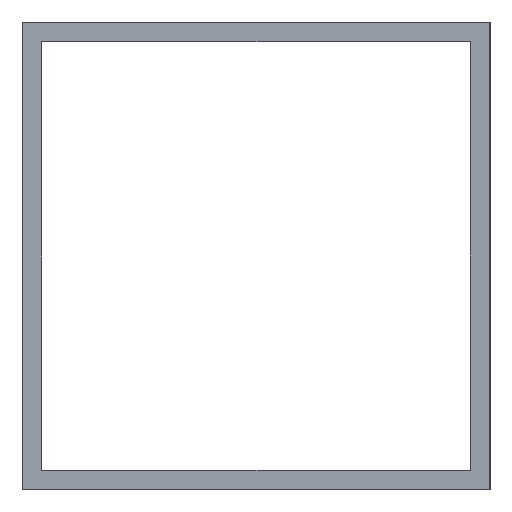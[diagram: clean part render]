
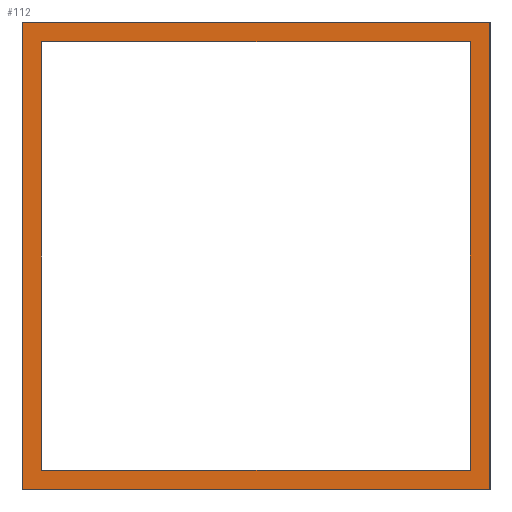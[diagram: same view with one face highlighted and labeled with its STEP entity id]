
A CAD part, left-side view. The second image highlights one B-rep face of the part: STEP entity #112.
In plain terms, the highlighted planar face has unit normal (-1, 0, 0).
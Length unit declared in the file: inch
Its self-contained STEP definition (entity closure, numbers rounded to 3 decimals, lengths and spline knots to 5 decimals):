
#2 = LINE ( 'NONE', #123, #249 ) ;
#7 = VECTOR ( 'NONE', #124, 39.37008 ) ;
#9 = LINE ( 'NONE', #335, #43 ) ;
#10 = VECTOR ( 'NONE', #334, 39.37008 ) ;
#12 = VERTEX_POINT ( 'NONE', #17 ) ;
#17 = CARTESIAN_POINT ( 'NONE',  ( -23.5, 0.6875, -0.6875 ) ) ;
#28 = CARTESIAN_POINT ( 'NONE',  ( -23.5, 0.75, -0.6875 ) ) ;
#29 = LINE ( 'NONE', #28, #336 ) ;
#37 = VERTEX_POINT ( 'NONE', #97 ) ;
#43 = VECTOR ( 'NONE', #113, 39.37008 ) ;
#48 = CARTESIAN_POINT ( 'NONE',  ( -23.5, -0.75, -0.75 ) ) ;
#49 = VERTEX_POINT ( 'NONE', #242 ) ;
#51 = FACE_OUTER_BOUND ( 'NONE', #103, .T. ) ;
#54 = EDGE_CURVE ( 'NONE', #187, #321, #106, .T. ) ;
#57 = LINE ( 'NONE', #218, #10 ) ;
#59 = VECTOR ( 'NONE', #241, 39.37008 ) ;
#61 = EDGE_CURVE ( 'NONE', #37, #49, #2, .T. ) ;
#62 = ORIENTED_EDGE ( 'NONE', *, *, #54, .T. ) ;
#66 = ORIENTED_EDGE ( 'NONE', *, *, #253, .T. ) ;
#70 = CARTESIAN_POINT ( 'NONE',  ( -23.5, -0.6875, -0.6875 ) ) ;
#87 = LINE ( 'NONE', #194, #209 ) ;
#88 = CARTESIAN_POINT ( 'NONE',  ( -23.5, 0.6875, 0.75 ) ) ;
#94 = VERTEX_POINT ( 'NONE', #48 ) ;
#97 = CARTESIAN_POINT ( 'NONE',  ( -23.5, 0.75, -0.75 ) ) ;
#103 = EDGE_LOOP ( 'NONE', ( #207, #341, #104, #114 ) ) ;
#104 = ORIENTED_EDGE ( 'NONE', *, *, #165, .F. ) ;
#106 = LINE ( 'NONE', #313, #7 ) ;
#107 = DIRECTION ( 'NONE',  ( 0., 0., -1. ) ) ;
#109 = DIRECTION ( 'NONE',  ( 1., 0., 0. ) ) ;
#112 = ADVANCED_FACE ( 'NONE', ( #51, #250 ), #168, .F. ) ;
#113 = DIRECTION ( 'NONE',  ( 0., -1., 0. ) ) ;
#114 = ORIENTED_EDGE ( 'NONE', *, *, #61, .F. ) ;
#115 = VECTOR ( 'NONE', #196, 39.37008 ) ;
#123 = CARTESIAN_POINT ( 'NONE',  ( -23.5, 0.75, 0.75 ) ) ;
#124 = DIRECTION ( 'NONE',  ( 0., 0., -1. ) ) ;
#154 = LINE ( 'NONE', #212, #59 ) ;
#162 = LINE ( 'NONE', #88, #115 ) ;
#164 = CARTESIAN_POINT ( 'NONE',  ( -23.5, 0.6875, 0.6875 ) ) ;
#165 = EDGE_CURVE ( 'NONE', #49, #256, #57, .T. ) ;
#168 = PLANE ( 'NONE',  #215 ) ;
#170 = CARTESIAN_POINT ( 'NONE',  ( -23.5, -0.6875, 0.6875 ) ) ;
#179 = VERTEX_POINT ( 'NONE', #164 ) ;
#187 = VERTEX_POINT ( 'NONE', #170 ) ;
#194 = CARTESIAN_POINT ( 'NONE',  ( -23.5, -0.75, 0.75 ) ) ;
#196 = DIRECTION ( 'NONE',  ( 0., 0., 1. ) ) ;
#199 = EDGE_CURVE ( 'NONE', #256, #94, #87, .T. ) ;
#202 = ORIENTED_EDGE ( 'NONE', *, *, #236, .T. ) ;
#207 = ORIENTED_EDGE ( 'NONE', *, *, #346, .F. ) ;
#209 = VECTOR ( 'NONE', #278, 39.37008 ) ;
#212 = CARTESIAN_POINT ( 'NONE',  ( -23.5, 0.75, -0.75 ) ) ;
#215 = AXIS2_PLACEMENT_3D ( 'NONE', #222, #109, #107 ) ;
#218 = CARTESIAN_POINT ( 'NONE',  ( -23.5, 0.75, 0.75 ) ) ;
#222 = CARTESIAN_POINT ( 'NONE',  ( -23.5, 0., 0. ) ) ;
#236 = EDGE_CURVE ( 'NONE', #179, #187, #9, .T. ) ;
#241 = DIRECTION ( 'NONE',  ( 0., 1., 0. ) ) ;
#242 = CARTESIAN_POINT ( 'NONE',  ( -23.5, 0.75, 0.75 ) ) ;
#245 = DIRECTION ( 'NONE',  ( 0., 1., 0. ) ) ;
#249 = VECTOR ( 'NONE', #344, 39.37008 ) ;
#250 = FACE_BOUND ( 'NONE', #254, .T. ) ;
#253 = EDGE_CURVE ( 'NONE', #12, #179, #162, .T. ) ;
#254 = EDGE_LOOP ( 'NONE', ( #337, #66, #202, #62 ) ) ;
#256 = VERTEX_POINT ( 'NONE', #272 ) ;
#258 = EDGE_CURVE ( 'NONE', #321, #12, #29, .T. ) ;
#272 = CARTESIAN_POINT ( 'NONE',  ( -23.5, -0.75, 0.75 ) ) ;
#278 = DIRECTION ( 'NONE',  ( 0., 0., -1. ) ) ;
#313 = CARTESIAN_POINT ( 'NONE',  ( -23.5, -0.6875, 0.75 ) ) ;
#321 = VERTEX_POINT ( 'NONE', #70 ) ;
#334 = DIRECTION ( 'NONE',  ( 0., -1., 0. ) ) ;
#335 = CARTESIAN_POINT ( 'NONE',  ( -23.5, 0.75, 0.6875 ) ) ;
#336 = VECTOR ( 'NONE', #245, 39.37008 ) ;
#337 = ORIENTED_EDGE ( 'NONE', *, *, #258, .T. ) ;
#341 = ORIENTED_EDGE ( 'NONE', *, *, #199, .F. ) ;
#344 = DIRECTION ( 'NONE',  ( 0., 0., 1. ) ) ;
#346 = EDGE_CURVE ( 'NONE', #94, #37, #154, .T. ) ;
